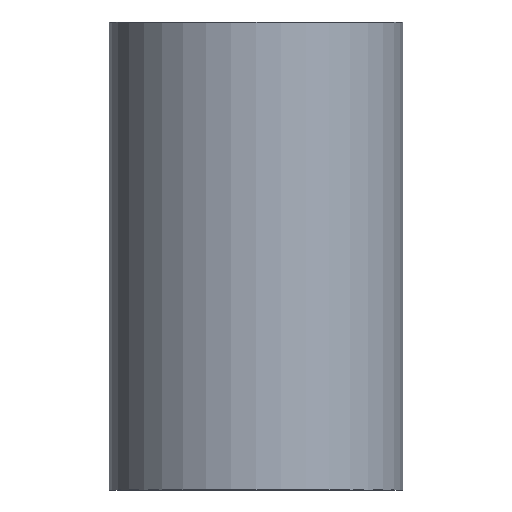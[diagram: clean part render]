
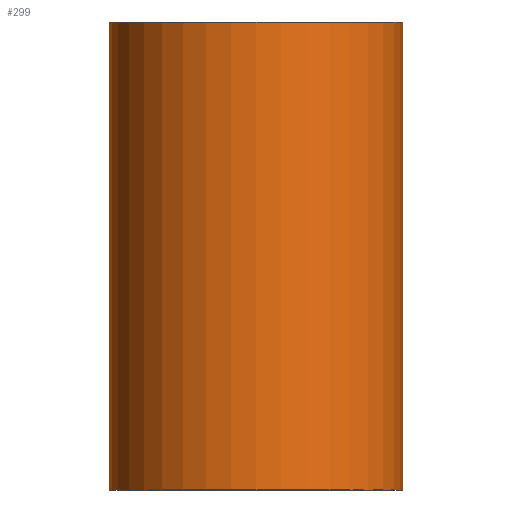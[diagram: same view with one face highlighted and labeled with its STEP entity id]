
A CAD part, front view. The second image highlights one B-rep face of the part: STEP entity #299.
In plain terms, the highlighted cylindrical face has radius 395 mm (diameter 790 mm), a full revolution.
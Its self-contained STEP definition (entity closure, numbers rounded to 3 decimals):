
#70 = ORIENTED_EDGE ( 'NONE', *, *, #697, .T. ) ;
#109 = DIRECTION ( 'NONE',  ( 1., 0., 0. ) ) ;
#179 = CARTESIAN_POINT ( 'NONE',  ( 0., 0., 0. ) ) ;
#201 = CARTESIAN_POINT ( 'NONE',  ( 0., 0., 1260. ) ) ;
#202 = VERTEX_POINT ( 'NONE', #1033 ) ;
#225 = AXIS2_PLACEMENT_3D ( 'NONE', #179, #545, #900 ) ;
#256 = EDGE_LOOP ( 'NONE', ( #70 ) ) ;
#269 = AXIS2_PLACEMENT_3D ( 'NONE', #1108, #492, #576 ) ;
#299 = ADVANCED_FACE ( 'NONE', ( #1022, #881 ), #574, .T. ) ;
#365 = AXIS2_PLACEMENT_3D ( 'NONE', #201, #647, #109 ) ;
#492 = DIRECTION ( 'NONE',  ( 0., 0., 1. ) ) ;
#531 = CIRCLE ( 'NONE', #225, 395. ) ;
#545 = DIRECTION ( 'NONE',  ( 0., 0., 1. ) ) ;
#574 = CYLINDRICAL_SURFACE ( 'NONE', #269, 395. ) ;
#576 = DIRECTION ( 'NONE',  ( 1., 0., 0. ) ) ;
#647 = DIRECTION ( 'NONE',  ( 0., 0., 1. ) ) ;
#678 = VERTEX_POINT ( 'NONE', #1030 ) ;
#697 = EDGE_CURVE ( 'NONE', #678, #678, #531, .T. ) ;
#881 = FACE_OUTER_BOUND ( 'NONE', #1023, .T. ) ;
#889 = EDGE_CURVE ( 'NONE', #202, #202, #1009, .T. ) ;
#900 = DIRECTION ( 'NONE',  ( 1., 0., 0. ) ) ;
#1009 = CIRCLE ( 'NONE', #365, 395. ) ;
#1022 = FACE_OUTER_BOUND ( 'NONE', #256, .T. ) ;
#1023 = EDGE_LOOP ( 'NONE', ( #1025 ) ) ;
#1025 = ORIENTED_EDGE ( 'NONE', *, *, #889, .F. ) ;
#1030 = CARTESIAN_POINT ( 'NONE',  ( 395., 0., 0. ) ) ;
#1033 = CARTESIAN_POINT ( 'NONE',  ( 395., 0., 1260. ) ) ;
#1108 = CARTESIAN_POINT ( 'NONE',  ( 0., 0., 0. ) ) ;
